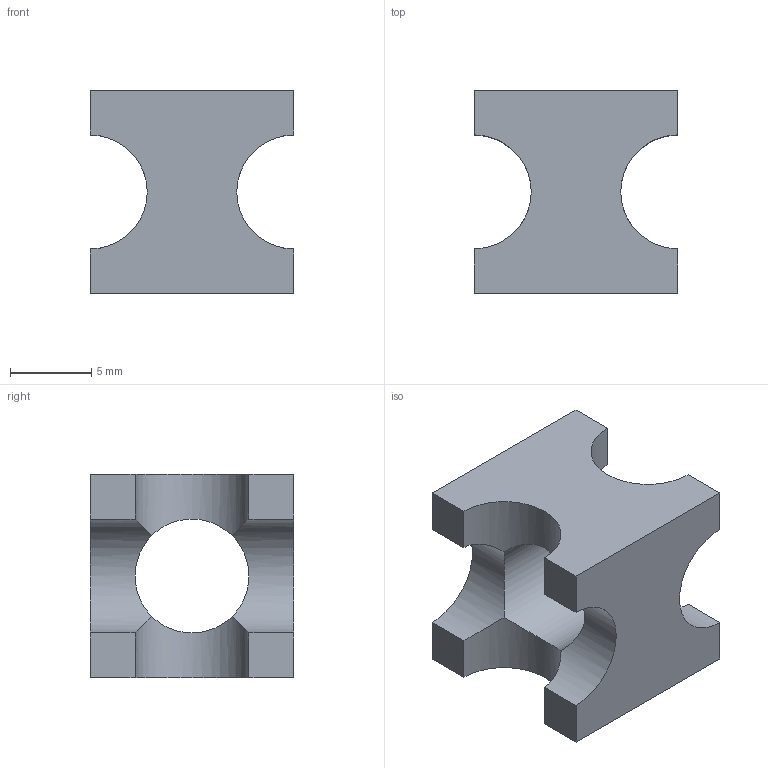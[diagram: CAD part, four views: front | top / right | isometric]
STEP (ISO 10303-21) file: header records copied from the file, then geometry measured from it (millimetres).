
FILE_DESCRIPTION(('FreeCAD Model'),'2;1');
FILE_NAME('Open CASCADE Shape Model','2024-10-25T20:05:03',(''),(''), 'Open CASCADE STEP processor 7.7','FreeCAD','Unknown');
FILE_SCHEMA(('AUTOMOTIVE_DESIGN { 1 0 10303 214 1 1 1 1 }'));
Length unit declared in the file: millimetre
Products named in the file (1): STEMFIE Construction Standard - Template - Beam Section CC BU01x01x01 
- SCS-TPL-0003 (stemfie.org)
Bounding box: 12.5 x 12.5 x 12.5 mm (x, y, z)
Volume: 995 mm3; surface area: 940.5 mm2
Topology: 1 solids, 1 shells, 21 faces, 67 edges, 46 vertices
Faces by surface type: plane 12, cylinder 9
Full cylindrical faces by diameter (mm): 7 x1
Entity records: 788 total; most frequent: DIRECTION 140, CARTESIAN_POINT 136, ORIENTED_EDGE 134, EDGE_CURVE 67, AXIS2_PLACEMENT_3D 52, VERTEX_POINT 46, LINE 36, VECTOR 36
